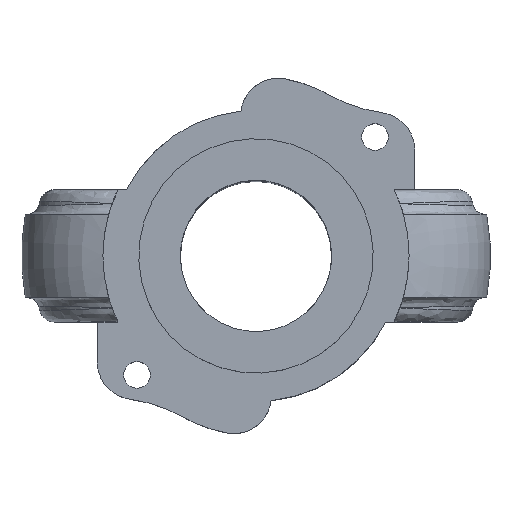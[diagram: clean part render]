
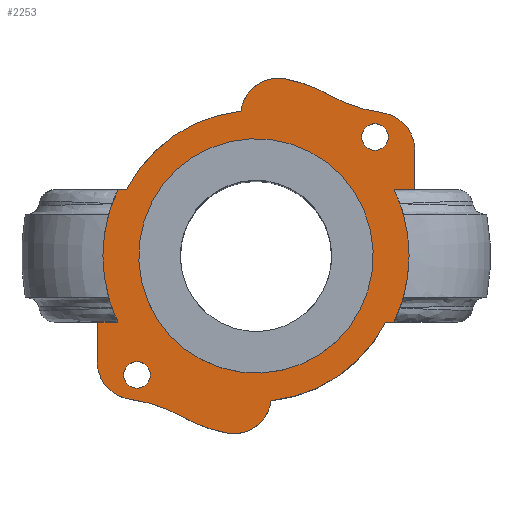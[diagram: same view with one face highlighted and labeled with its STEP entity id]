
A CAD part, top view. The second image highlights one B-rep face of the part: STEP entity #2253.
In plain terms, the highlighted planar face has unit normal (0, 0, 1).
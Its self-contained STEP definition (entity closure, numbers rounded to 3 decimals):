
#178=FACE_BOUND('',#415,.T.);
#179=FACE_BOUND('',#416,.T.);
#180=FACE_BOUND('',#417,.T.);
#199=PLANE('',#2486);
#286=FACE_OUTER_BOUND('',#414,.T.);
#414=EDGE_LOOP('',(#1764,#1765,#1766,#1767,#1768,#1769,#1770,#1771,#1772,
#1773,#1774,#1775,#1776,#1777,#1778,#1779,#1780,#1781,#1782,#1783,#1784,
#1785));
#415=EDGE_LOOP('',(#1786));
#416=EDGE_LOOP('',(#1787));
#417=EDGE_LOOP('',(#1788));
#479=LINE('',#4064,#563);
#487=LINE('',#4514,#571);
#495=LINE('',#4581,#579);
#501=LINE('',#4623,#585);
#519=LINE('',#5039,#603);
#520=LINE('',#5042,#604);
#521=LINE('',#5053,#605);
#522=LINE('',#5056,#606);
#563=VECTOR('',#2724,10.);
#571=VECTOR('',#2768,10.);
#579=VECTOR('',#2834,10.);
#585=VECTOR('',#2842,10.);
#603=VECTOR('',#2958,10.);
#604=VECTOR('',#2961,10.);
#605=VECTOR('',#2972,10.);
#606=VECTOR('',#2975,10.);
#633=CIRCLE('',#2320,15.5);
#646=CIRCLE('',#2338,1.75);
#648=CIRCLE('',#2341,1.75);
#686=CIRCLE('',#2394,20.25);
#692=CIRCLE('',#2402,20.25);
#741=CIRCLE('',#2477,22.);
#746=CIRCLE('',#2487,5.);
#747=CIRCLE('',#2488,20.);
#748=CIRCLE('',#2489,20.);
#749=CIRCLE('',#2490,5.);
#750=CIRCLE('',#2491,19.247);
#751=CIRCLE('',#2492,22.);
#752=CIRCLE('',#2493,5.);
#753=CIRCLE('',#2494,20.);
#754=CIRCLE('',#2495,20.);
#755=CIRCLE('',#2496,5.);
#756=CIRCLE('',#2497,19.247);
#788=VERTEX_POINT('',#3154);
#800=VERTEX_POINT('',#3186);
#802=VERTEX_POINT('',#3192);
#875=VERTEX_POINT('',#4061);
#876=VERTEX_POINT('',#4063);
#883=VERTEX_POINT('',#4107);
#895=VERTEX_POINT('',#4369);
#896=VERTEX_POINT('',#4380);
#904=VERTEX_POINT('',#4513);
#923=VERTEX_POINT('',#4578);
#924=VERTEX_POINT('',#4580);
#930=VERTEX_POINT('',#4620);
#931=VERTEX_POINT('',#4622);
#958=VERTEX_POINT('',#4730);
#967=VERTEX_POINT('',#5041);
#968=VERTEX_POINT('',#5043);
#969=VERTEX_POINT('',#5045);
#970=VERTEX_POINT('',#5047);
#971=VERTEX_POINT('',#5049);
#972=VERTEX_POINT('',#5052);
#973=VERTEX_POINT('',#5055);
#974=VERTEX_POINT('',#5057);
#975=VERTEX_POINT('',#5059);
#976=VERTEX_POINT('',#5061);
#977=VERTEX_POINT('',#5063);
#1014=EDGE_CURVE('',#788,#788,#633,.T.);
#1029=EDGE_CURVE('',#800,#800,#646,.T.);
#1032=EDGE_CURVE('',#802,#802,#648,.T.);
#1124=EDGE_CURVE('',#875,#876,#479,.T.);
#1135=EDGE_CURVE('',#883,#875,#686,.T.);
#1154=EDGE_CURVE('',#895,#896,#692,.T.);
#1166=EDGE_CURVE('',#896,#904,#487,.T.);
#1196=EDGE_CURVE('',#924,#923,#495,.T.);
#1204=EDGE_CURVE('',#931,#930,#501,.T.);
#1244=EDGE_CURVE('',#924,#958,#741,.T.);
#1260=EDGE_CURVE('',#895,#958,#519,.T.);
#1261=EDGE_CURVE('',#923,#967,#520,.T.);
#1262=EDGE_CURVE('',#967,#968,#746,.T.);
#1263=EDGE_CURVE('',#968,#969,#747,.T.);
#1264=EDGE_CURVE('',#969,#970,#748,.T.);
#1265=EDGE_CURVE('',#970,#971,#749,.T.);
#1266=EDGE_CURVE('',#876,#971,#750,.T.);
#1267=EDGE_CURVE('',#883,#972,#521,.T.);
#1268=EDGE_CURVE('',#931,#972,#751,.T.);
#1269=EDGE_CURVE('',#930,#973,#522,.T.);
#1270=EDGE_CURVE('',#973,#974,#752,.T.);
#1271=EDGE_CURVE('',#974,#975,#753,.T.);
#1272=EDGE_CURVE('',#975,#976,#754,.T.);
#1273=EDGE_CURVE('',#976,#977,#755,.T.);
#1274=EDGE_CURVE('',#904,#977,#756,.T.);
#1764=ORIENTED_EDGE('',*,*,#1244,.F.);
#1765=ORIENTED_EDGE('',*,*,#1196,.T.);
#1766=ORIENTED_EDGE('',*,*,#1261,.T.);
#1767=ORIENTED_EDGE('',*,*,#1262,.T.);
#1768=ORIENTED_EDGE('',*,*,#1263,.T.);
#1769=ORIENTED_EDGE('',*,*,#1264,.T.);
#1770=ORIENTED_EDGE('',*,*,#1265,.T.);
#1771=ORIENTED_EDGE('',*,*,#1266,.F.);
#1772=ORIENTED_EDGE('',*,*,#1124,.F.);
#1773=ORIENTED_EDGE('',*,*,#1135,.F.);
#1774=ORIENTED_EDGE('',*,*,#1267,.T.);
#1775=ORIENTED_EDGE('',*,*,#1268,.F.);
#1776=ORIENTED_EDGE('',*,*,#1204,.T.);
#1777=ORIENTED_EDGE('',*,*,#1269,.T.);
#1778=ORIENTED_EDGE('',*,*,#1270,.T.);
#1779=ORIENTED_EDGE('',*,*,#1271,.T.);
#1780=ORIENTED_EDGE('',*,*,#1272,.T.);
#1781=ORIENTED_EDGE('',*,*,#1273,.T.);
#1782=ORIENTED_EDGE('',*,*,#1274,.F.);
#1783=ORIENTED_EDGE('',*,*,#1166,.F.);
#1784=ORIENTED_EDGE('',*,*,#1154,.F.);
#1785=ORIENTED_EDGE('',*,*,#1260,.T.);
#1786=ORIENTED_EDGE('',*,*,#1014,.T.);
#1787=ORIENTED_EDGE('',*,*,#1029,.T.);
#1788=ORIENTED_EDGE('',*,*,#1032,.T.);
#2253=ADVANCED_FACE('',(#286,#178,#179,#180),#199,.F.);
#2320=AXIS2_PLACEMENT_3D('',#3155,#2572,#2573);
#2338=AXIS2_PLACEMENT_3D('',#3187,#2610,#2611);
#2341=AXIS2_PLACEMENT_3D('',#3193,#2617,#2618);
#2394=AXIS2_PLACEMENT_3D('',#4118,#2738,#2739);
#2402=AXIS2_PLACEMENT_3D('',#4381,#2756,#2757);
#2477=AXIS2_PLACEMENT_3D('',#4731,#2935,#2936);
#2486=AXIS2_PLACEMENT_3D('',#5040,#2959,#2960);
#2487=AXIS2_PLACEMENT_3D('',#5044,#2962,#2963);
#2488=AXIS2_PLACEMENT_3D('',#5046,#2964,#2965);
#2489=AXIS2_PLACEMENT_3D('',#5048,#2966,#2967);
#2490=AXIS2_PLACEMENT_3D('',#5050,#2968,#2969);
#2491=AXIS2_PLACEMENT_3D('',#5051,#2970,#2971);
#2492=AXIS2_PLACEMENT_3D('',#5054,#2973,#2974);
#2493=AXIS2_PLACEMENT_3D('',#5058,#2976,#2977);
#2494=AXIS2_PLACEMENT_3D('',#5060,#2978,#2979);
#2495=AXIS2_PLACEMENT_3D('',#5062,#2980,#2981);
#2496=AXIS2_PLACEMENT_3D('',#5064,#2982,#2983);
#2497=AXIS2_PLACEMENT_3D('',#5065,#2984,#2985);
#2572=DIRECTION('center_axis',(0.,0.,-1.));
#2573=DIRECTION('ref_axis',(0.539,-0.842,0.));
#2610=DIRECTION('center_axis',(0.,0.,-1.));
#2611=DIRECTION('ref_axis',(-1.,0.,0.));
#2617=DIRECTION('center_axis',(0.,0.,-1.));
#2618=DIRECTION('ref_axis',(-1.,0.,0.));
#2724=DIRECTION('',(1.,0.,0.));
#2738=DIRECTION('center_axis',(0.,0.,-1.));
#2739=DIRECTION('ref_axis',(-1.,0.,0.));
#2756=DIRECTION('center_axis',(0.,0.,-1.));
#2757=DIRECTION('ref_axis',(-1.,0.,0.));
#2768=DIRECTION('',(-1.,0.,0.));
#2834=DIRECTION('',(1.,0.,0.));
#2842=DIRECTION('',(-1.,0.,0.));
#2935=DIRECTION('center_axis',(0.,0.,-1.));
#2936=DIRECTION('ref_axis',(0.988,0.152,0.));
#2958=DIRECTION('',(1.,0.,0.));
#2959=DIRECTION('center_axis',(0.,0.,-1.));
#2960=DIRECTION('ref_axis',(-1.,0.,0.));
#2961=DIRECTION('',(0.,1.,0.));
#2962=DIRECTION('center_axis',(0.,0.,1.));
#2963=DIRECTION('ref_axis',(1.,0.,0.));
#2964=DIRECTION('center_axis',(0.,0.,-1.));
#2965=DIRECTION('ref_axis',(0.486,0.874,0.));
#2966=DIRECTION('center_axis',(0.,0.,1.));
#2967=DIRECTION('ref_axis',(-0.25,-0.968,0.));
#2968=DIRECTION('center_axis',(0.,0.,1.));
#2969=DIRECTION('ref_axis',(0.197,0.98,0.));
#2970=DIRECTION('center_axis',(0.,0.,-1.));
#2971=DIRECTION('ref_axis',(-1.,0.,0.));
#2972=DIRECTION('',(-1.,0.,0.));
#2973=DIRECTION('center_axis',(0.,0.,-1.));
#2974=DIRECTION('ref_axis',(-0.988,-0.152,0.));
#2975=DIRECTION('',(0.,-1.,0.));
#2976=DIRECTION('center_axis',(0.,0.,1.));
#2977=DIRECTION('ref_axis',(-1.,0.,0.));
#2978=DIRECTION('center_axis',(0.,0.,-1.));
#2979=DIRECTION('ref_axis',(-0.486,-0.874,0.));
#2980=DIRECTION('center_axis',(0.,0.,1.));
#2981=DIRECTION('ref_axis',(0.25,0.968,0.));
#2982=DIRECTION('center_axis',(0.,0.,1.));
#2983=DIRECTION('ref_axis',(-0.197,-0.98,0.));
#2984=DIRECTION('center_axis',(0.,0.,-1.));
#2985=DIRECTION('ref_axis',(-1.,0.,0.));
#3154=CARTESIAN_POINT('',(-8.35,13.058,-1.628));
#3155=CARTESIAN_POINT('Origin',(0.,0.,
-1.628));
#3186=CARTESIAN_POINT('',(17.483,15.733,-1.628));
#3187=CARTESIAN_POINT('Origin',(15.733,15.733,-1.628));
#3192=CARTESIAN_POINT('',(-13.983,-15.733,-1.628));
#3193=CARTESIAN_POINT('Origin',(-15.733,-15.733,-1.628));
#4061=CARTESIAN_POINT('',(-18.262,8.75,-1.628));
#4063=CARTESIAN_POINT('',(-17.143,8.75,-1.628));
#4064=CARTESIAN_POINT('',(-18.846,8.75,-1.628));
#4107=CARTESIAN_POINT('',(-20.217,1.15,-1.628));
#4118=CARTESIAN_POINT('Origin',(0.,0.,-1.628));
#4369=CARTESIAN_POINT('',(20.217,-1.15,-1.628));
#4380=CARTESIAN_POINT('',(18.262,-8.75,-1.628));
#4381=CARTESIAN_POINT('Origin',(0.,0.,-1.628));
#4513=CARTESIAN_POINT('',(17.143,-8.75,-1.628));
#4514=CARTESIAN_POINT('',(-18.846,-8.75,-1.628));
#4578=CARTESIAN_POINT('',(21.,8.75,-1.628));
#4580=CARTESIAN_POINT('',(20.185,8.75,-1.628));
#4581=CARTESIAN_POINT('',(-18.846,8.75,-1.628));
#4620=CARTESIAN_POINT('',(-21.,-8.75,-1.628));
#4622=CARTESIAN_POINT('',(-20.185,-8.75,-1.628));
#4623=CARTESIAN_POINT('',(-18.846,-8.75,-1.628));
#4730=CARTESIAN_POINT('',(21.97,-1.15,-1.628));
#4731=CARTESIAN_POINT('Origin',(0.,0.,-1.628));
#5039=CARTESIAN_POINT('',(0.,-1.15,-1.628));
#5040=CARTESIAN_POINT('Origin',(0.,0.,-1.628));
#5041=CARTESIAN_POINT('',(21.,13.984,-1.628));
#5042=CARTESIAN_POINT('',(21.,0.,-1.628));
#5043=CARTESIAN_POINT('',(16.691,18.936,-1.628));
#5044=CARTESIAN_POINT('Origin',(16.,13.984,-1.628));
#5045=CARTESIAN_POINT('',(9.728,21.27,-1.628));
#5046=CARTESIAN_POINT('Origin',(19.455,38.744,-1.628));
#5047=CARTESIAN_POINT('',(3.945,23.402,-1.628));
#5048=CARTESIAN_POINT('Origin',(0.,3.795,-1.628));
#5049=CARTESIAN_POINT('',(-2.,19.143,-1.628));
#5050=CARTESIAN_POINT('Origin',(2.959,18.5,-1.628));
#5051=CARTESIAN_POINT('Origin',(0.,0.,-1.628));
#5052=CARTESIAN_POINT('',(-21.97,1.15,-1.628));
#5053=CARTESIAN_POINT('',(0.,1.15,-1.628));
#5054=CARTESIAN_POINT('Origin',(0.,0.,-1.628));
#5055=CARTESIAN_POINT('',(-21.,-13.984,-1.628));
#5056=CARTESIAN_POINT('',(-21.,0.,-1.628));
#5057=CARTESIAN_POINT('',(-16.691,-18.936,-1.628));
#5058=CARTESIAN_POINT('Origin',(-16.,-13.984,-1.628));
#5059=CARTESIAN_POINT('',(-9.728,-21.27,-1.628));
#5060=CARTESIAN_POINT('Origin',(-19.455,-38.744,-1.628));
#5061=CARTESIAN_POINT('',(-3.945,-23.402,-1.628));
#5062=CARTESIAN_POINT('Origin',(0.,-3.795,
-1.628));
#5063=CARTESIAN_POINT('',(2.,-19.143,-1.628));
#5064=CARTESIAN_POINT('Origin',(-2.959,-18.5,-1.628));
#5065=CARTESIAN_POINT('Origin',(0.,0.,-1.628));
